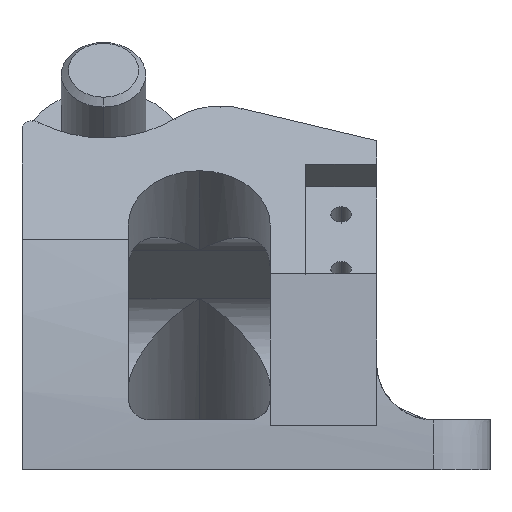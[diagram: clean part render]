
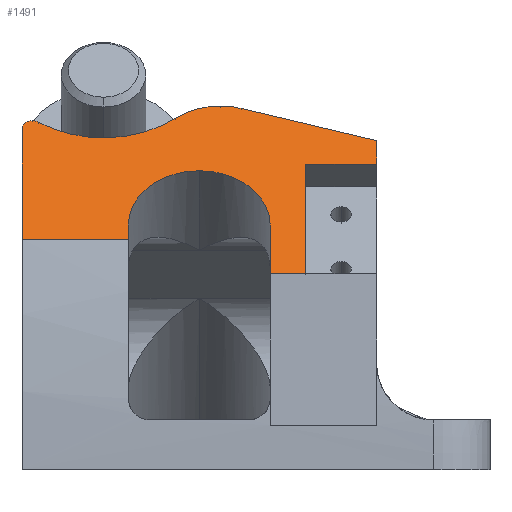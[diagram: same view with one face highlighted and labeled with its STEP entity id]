
A CAD part, front view. The second image highlights one B-rep face of the part: STEP entity #1491.
In plain terms, the highlighted planar face has unit normal (0, -0.766, 0.643).
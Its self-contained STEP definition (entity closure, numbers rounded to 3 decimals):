
#6 = CIRCLE ( 'NONE', #2195, 16. ) ;
#63 = VERTEX_POINT ( 'NONE', #416 ) ;
#76 = CARTESIAN_POINT ( 'NONE',  ( 27.94, 15.044, 43.601 ) ) ;
#81 = CARTESIAN_POINT ( 'NONE',  ( 30.903, 21.183, 50.917 ) ) ;
#126 = EDGE_CURVE ( 'NONE', #1993, #2304, #1909, .T. ) ;
#142 = CARTESIAN_POINT ( 'NONE',  ( 25., 7.387, 34.475 ) ) ;
#157 = ORIENTED_EDGE ( 'NONE', *, *, #2541, .F. ) ;
#161 = DIRECTION ( 'NONE',  ( 0., 0.766, -0.643 ) ) ;
#228 = FACE_OUTER_BOUND ( 'NONE', #2678, .T. ) ;
#246 = CARTESIAN_POINT ( 'NONE',  ( 40., 14.595, 43.065 ) ) ;
#273 = DIRECTION ( 'NONE',  ( 1., 0., 0. ) ) ;
#276 = EDGE_CURVE ( 'NONE', #2451, #3220, #306, .T. ) ;
#285 = VECTOR ( 'NONE', #2046, 1000. ) ;
#306 = LINE ( 'NONE', #1938, #1343 ) ;
#416 = CARTESIAN_POINT ( 'NONE',  ( 21.617, 20.024, 49.535 ) ) ;
#448 = CIRCLE ( 'NONE', #1802, 10. ) ;
#494 = ORIENTED_EDGE ( 'NONE', *, *, #913, .F. ) ;
#501 = VERTEX_POINT ( 'NONE', #646 ) ;
#545 = CARTESIAN_POINT ( 'NONE',  ( 19.494, 5.718, 32.486 ) ) ;
#564 = ORIENTED_EDGE ( 'NONE', *, *, #1019, .T. ) ;
#612 = DIRECTION ( 'NONE',  ( 0., -0.643, -0.766 ) ) ;
#646 = CARTESIAN_POINT ( 'NONE',  ( 50., 14.595, 43.065 ) ) ;
#685 = ORIENTED_EDGE ( 'NONE', *, *, #3408, .T. ) ;
#719 = DIRECTION ( 'NONE',  ( 1., 0., 0. ) ) ;
#741 = AXIS2_PLACEMENT_3D ( 'NONE', #142, #161, #1809 ) ;
#747 = DIRECTION ( 'NONE',  ( 0., 0.766, -0.643 ) ) ;
#800 = LINE ( 'NONE', #2222, #1185 ) ;
#844 = VERTEX_POINT ( 'NONE', #3378 ) ;
#885 = CARTESIAN_POINT ( 'NONE',  ( 50., 26.67, 57.456 ) ) ;
#913 = EDGE_CURVE ( 'NONE', #63, #844, #1398, .T. ) ;
#973 = VECTOR ( 'NONE', #273, 1000. ) ;
#986 = CARTESIAN_POINT ( 'NONE',  ( 35., 1.611, 27.591 ) ) ;
#990 = ORIENTED_EDGE ( 'NONE', *, *, #1103, .T. ) ;
#1014 = DIRECTION ( 'NONE',  ( 0., -0.643, -0.766 ) ) ;
#1019 = EDGE_CURVE ( 'NONE', #2451, #501, #2797, .T. ) ;
#1035 = ORIENTED_EDGE ( 'NONE', *, *, #2992, .F. ) ;
#1061 = EDGE_CURVE ( 'NONE', #3175, #2695, #448, .T. ) ;
#1065 = CARTESIAN_POINT ( 'NONE',  ( 25., 7.387, 34.475 ) ) ;
#1068 = VECTOR ( 'NONE', #719, 1000. ) ;
#1093 = DIRECTION ( 'NONE',  ( 0., -0.643, -0.766 ) ) ;
#1099 = DIRECTION ( 'NONE',  ( 0., -0.643, -0.766 ) ) ;
#1101 = LINE ( 'NONE', #2170, #1914 ) ;
#1103 = EDGE_CURVE ( 'NONE', #2546, #1843, #1101, .T. ) ;
#1185 = VECTOR ( 'NONE', #1344, 1000. ) ;
#1189 = EDGE_CURVE ( 'NONE', #2304, #3114, #800, .T. ) ;
#1199 = AXIS2_PLACEMENT_3D ( 'NONE', #76, #2215, #1093 ) ;
#1277 = DIRECTION ( 'NONE',  ( 0., -0.766, 0.643 ) ) ;
#1333 = EDGE_CURVE ( 'NONE', #2447, #2695, #2570, .T. ) ;
#1343 = VECTOR ( 'NONE', #2199, 1000. ) ;
#1344 = DIRECTION ( 'NONE',  ( 0., -0.643, -0.766 ) ) ;
#1372 = CARTESIAN_POINT ( 'NONE',  ( 1.5, 19.724, 49.178 ) ) ;
#1398 = CIRCLE ( 'NONE', #1859, 10. ) ;
#1406 = VECTOR ( 'NONE', #2004, 1000. ) ;
#1468 = CARTESIAN_POINT ( 'NONE',  ( 35., 5.718, 32.486 ) ) ;
#1476 = CIRCLE ( 'NONE', #741, 10. ) ;
#1491 = ADVANCED_FACE ( 'NONE', ( #228 ), #1786, .T. ) ;
#1519 = VECTOR ( 'NONE', #2537, 1000. ) ;
#1545 = CARTESIAN_POINT ( 'NONE',  ( 25., 13.815, 42.136 ) ) ;
#1553 = ORIENTED_EDGE ( 'NONE', *, *, #2617, .T. ) ;
#1561 = CARTESIAN_POINT ( 'NONE',  ( 2.357, 19.551, 48.972 ) ) ;
#1592 = DIRECTION ( 'NONE',  ( 0., 0.766, -0.643 ) ) ;
#1621 = CARTESIAN_POINT ( 'NONE',  ( 15., 5.718, 32.486 ) ) ;
#1641 = LINE ( 'NONE', #545, #3311 ) ;
#1644 = DIRECTION ( 'NONE',  ( 0., 0.643, 0.766 ) ) ;
#1683 = ORIENTED_EDGE ( 'NONE', *, *, #2513, .T. ) ;
#1763 = LINE ( 'NONE', #3102, #285 ) ;
#1786 = PLANE ( 'NONE',  #3025 ) ;
#1802 = AXIS2_PLACEMENT_3D ( 'NONE', #1065, #747, #2873 ) ;
#1805 = CARTESIAN_POINT ( 'NONE',  ( 26.286, 5.718, 32.486 ) ) ;
#1809 = DIRECTION ( 'NONE',  ( 0., -0.643, -0.766 ) ) ;
#1843 = VERTEX_POINT ( 'NONE', #2634 ) ;
#1858 = CARTESIAN_POINT ( 'NONE',  ( 50., 17.375, 46.379 ) ) ;
#1859 = AXIS2_PLACEMENT_3D ( 'NONE', #1915, #1592, #2663 ) ;
#1878 = EDGE_CURVE ( 'NONE', #501, #2472, #2217, .T. ) ;
#1909 = CIRCLE ( 'NONE', #3182, 1.5 ) ;
#1914 = VECTOR ( 'NONE', #1644, 1000. ) ;
#1915 = CARTESIAN_POINT ( 'NONE',  ( 27.94, 15.044, 43.601 ) ) ;
#1925 = CARTESIAN_POINT ( 'NONE',  ( 13.391, 1.611, 27.591 ) ) ;
#1938 = CARTESIAN_POINT ( 'NONE',  ( 40., 5.718, 32.486 ) ) ;
#1979 = CIRCLE ( 'NONE', #2646, 1.5 ) ;
#1986 = CARTESIAN_POINT ( 'NONE',  ( 1.5, 18.76, 48.029 ) ) ;
#1993 = VERTEX_POINT ( 'NONE', #1372 ) ;
#2004 = DIRECTION ( 'NONE',  ( 0., 0.643, 0.766 ) ) ;
#2043 = ORIENTED_EDGE ( 'NONE', *, *, #126, .T. ) ;
#2046 = DIRECTION ( 'NONE',  ( 0.955, -0.19, -0.227 ) ) ;
#2048 = ORIENTED_EDGE ( 'NONE', *, *, #1189, .T. ) ;
#2167 = DIRECTION ( 'NONE',  ( 0., -0.766, 0.643 ) ) ;
#2170 = CARTESIAN_POINT ( 'NONE',  ( 15., 30.14, 61.591 ) ) ;
#2195 = AXIS2_PLACEMENT_3D ( 'NONE', #2918, #2167, #1099 ) ;
#2199 = DIRECTION ( 'NONE',  ( 0., -0.643, -0.766 ) ) ;
#2215 = DIRECTION ( 'NONE',  ( 0., 0.766, -0.643 ) ) ;
#2217 = LINE ( 'NONE', #885, #1406 ) ;
#2222 = CARTESIAN_POINT ( 'NONE',  ( 0., 26.67, 57.456 ) ) ;
#2228 = DIRECTION ( 'NONE',  ( 0., -0.766, 0.643 ) ) ;
#2230 = VERTEX_POINT ( 'NONE', #81 ) ;
#2275 = CARTESIAN_POINT ( 'NONE',  ( 1.5, 18.76, 48.029 ) ) ;
#2287 = VERTEX_POINT ( 'NONE', #1561 ) ;
#2298 = CARTESIAN_POINT ( 'NONE',  ( 0., 18.76, 48.029 ) ) ;
#2304 = VERTEX_POINT ( 'NONE', #2298 ) ;
#2373 = ORIENTED_EDGE ( 'NONE', *, *, #2897, .T. ) ;
#2447 = VERTEX_POINT ( 'NONE', #986 ) ;
#2451 = VERTEX_POINT ( 'NONE', #246 ) ;
#2472 = VERTEX_POINT ( 'NONE', #1858 ) ;
#2488 = ORIENTED_EDGE ( 'NONE', *, *, #2941, .F. ) ;
#2495 = ORIENTED_EDGE ( 'NONE', *, *, #1061, .T. ) ;
#2510 = DIRECTION ( 'NONE',  ( 0., -0.766, 0.643 ) ) ;
#2513 = EDGE_CURVE ( 'NONE', #3114, #2546, #1641, .T. ) ;
#2537 = DIRECTION ( 'NONE',  ( 0., 0.643, 0.766 ) ) ;
#2541 = EDGE_CURVE ( 'NONE', #2287, #63, #6, .T. ) ;
#2546 = VERTEX_POINT ( 'NONE', #1621 ) ;
#2570 = LINE ( 'NONE', #1468, #1519 ) ;
#2617 = EDGE_CURVE ( 'NONE', #2287, #1993, #1979, .T. ) ;
#2634 = CARTESIAN_POINT ( 'NONE',  ( 15., 7.387, 34.475 ) ) ;
#2646 = AXIS2_PLACEMENT_3D ( 'NONE', #2275, #2510, #612 ) ;
#2663 = DIRECTION ( 'NONE',  ( 0., -0.643, -0.766 ) ) ;
#2667 = CARTESIAN_POINT ( 'NONE',  ( 0., 5.718, 32.486 ) ) ;
#2678 = EDGE_LOOP ( 'NONE', ( #157, #1553, #2043, #2048, #1683, #990, #685, #2495, #3240, #2373, #2828, #564, #3065, #1035, #2488, #494 ) ) ;
#2688 = LINE ( 'NONE', #1925, #973 ) ;
#2695 = VERTEX_POINT ( 'NONE', #2719 ) ;
#2719 = CARTESIAN_POINT ( 'NONE',  ( 35., 7.387, 34.475 ) ) ;
#2729 = DIRECTION ( 'NONE',  ( 1., 0., 0. ) ) ;
#2797 = LINE ( 'NONE', #2817, #1068 ) ;
#2817 = CARTESIAN_POINT ( 'NONE',  ( 40., 14.595, 43.065 ) ) ;
#2818 = CIRCLE ( 'NONE', #1199, 10. ) ;
#2828 = ORIENTED_EDGE ( 'NONE', *, *, #276, .F. ) ;
#2873 = DIRECTION ( 'NONE',  ( 0., -0.643, -0.766 ) ) ;
#2897 = EDGE_CURVE ( 'NONE', #2447, #3220, #2688, .T. ) ;
#2918 = CARTESIAN_POINT ( 'NONE',  ( 11.5, 27.991, 59.031 ) ) ;
#2941 = EDGE_CURVE ( 'NONE', #844, #2230, #2818, .T. ) ;
#2992 = EDGE_CURVE ( 'NONE', #2230, #2472, #1763, .T. ) ;
#3025 = AXIS2_PLACEMENT_3D ( 'NONE', #1805, #1277, #1014 ) ;
#3041 = CARTESIAN_POINT ( 'NONE',  ( 40., 1.611, 27.591 ) ) ;
#3065 = ORIENTED_EDGE ( 'NONE', *, *, #1878, .T. ) ;
#3102 = CARTESIAN_POINT ( 'NONE',  ( 24.908, 22.379, 52.342 ) ) ;
#3114 = VERTEX_POINT ( 'NONE', #2667 ) ;
#3175 = VERTEX_POINT ( 'NONE', #1545 ) ;
#3182 = AXIS2_PLACEMENT_3D ( 'NONE', #1986, #2228, #3289 ) ;
#3220 = VERTEX_POINT ( 'NONE', #3041 ) ;
#3240 = ORIENTED_EDGE ( 'NONE', *, *, #1333, .F. ) ;
#3289 = DIRECTION ( 'NONE',  ( 0., -0.643, -0.766 ) ) ;
#3311 = VECTOR ( 'NONE', #2729, 1000. ) ;
#3378 = CARTESIAN_POINT ( 'NONE',  ( 27.94, 21.472, 51.261 ) ) ;
#3408 = EDGE_CURVE ( 'NONE', #1843, #3175, #1476, .T. ) ;
